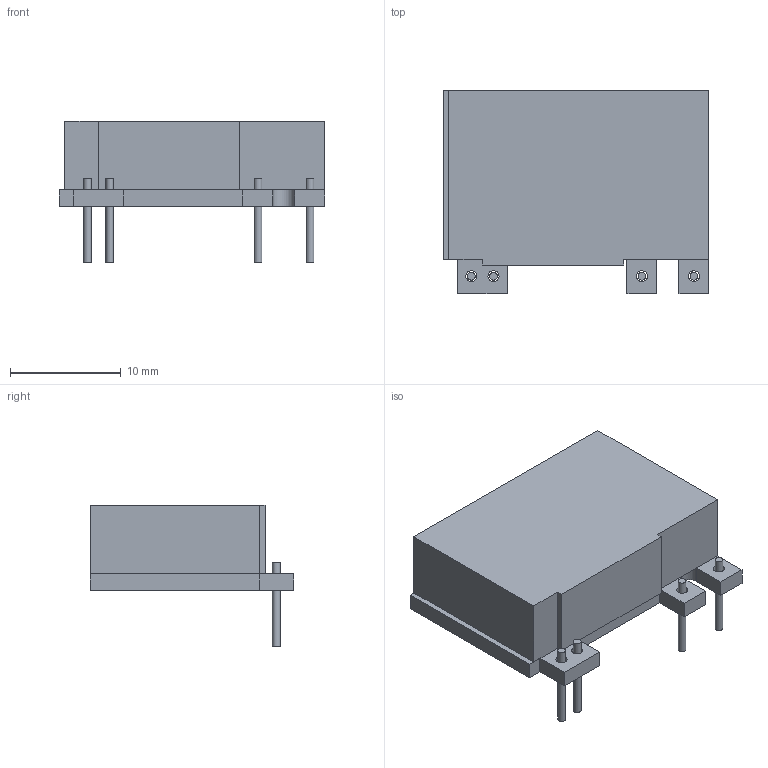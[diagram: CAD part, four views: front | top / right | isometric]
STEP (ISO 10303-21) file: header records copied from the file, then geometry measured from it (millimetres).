
FILE_DESCRIPTION(/* description */ ('STEP AP242','CAx-IF Rec.Pracs.---Representation and Presentation of Product Manufacturing Information (PMI)---4.0---2014-10-13','CAx-IF Rec.Pracs.---3D Tessellated Geometry---0.4---2014-09-14','2;1'),/* implementation_level */ '2;1');
FILE_NAME(/* name */ '63357501a2ca191473969464',/* time_stamp */ '2022-09-29T10:35:46+00:00',/* author */ (''),/* organization */ (''),/* preprocessor_version */ 'ST-DEVELOPER v18.102',/* originating_system */ ' ',/* authorisation */ ' ');
FILE_SCHEMA (('AP242_MANAGED_MODEL_BASED_3D_ENGINEERING_MIM_LF { 1 0 10303 442 1 1 4 }'));
Length unit declared in the file: metre
Products named in the file (6): PCB; Parts; Pin 4; Pin 3; Pin 2; Pin 1
Bounding box: 24 x 18.4 x 12.8 mm (x, y, z)
Volume: 2870.2 mm3; surface area: 2241.8 mm2
Topology: 6 solids, 6 shells, 42 faces, 90 edges, 60 vertices
Faces by surface type: plane 33, cylinder 9
Full cylindrical faces by diameter (mm): 0.7 x4, 1 x4
Entity records: 1272 total; most frequent: DIRECTION 196, CARTESIAN_POINT 190, ORIENTED_EDGE 164, EDGE_CURVE 82, AXIS2_PLACEMENT_3D 66, LINE 64, VECTOR 64, VERTEX_POINT 60
